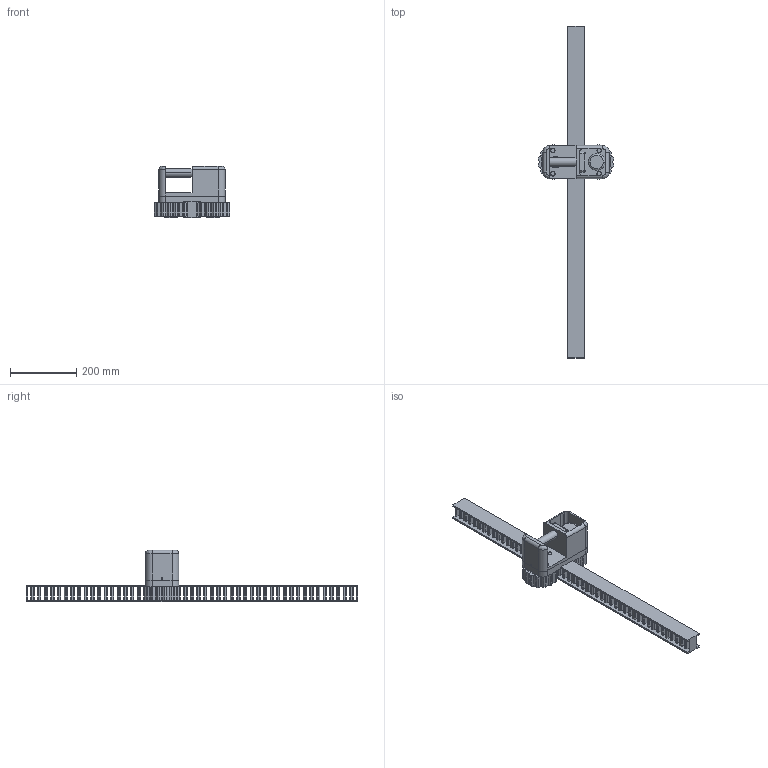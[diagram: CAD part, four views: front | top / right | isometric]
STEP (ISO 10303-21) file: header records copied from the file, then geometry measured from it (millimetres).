
FILE_DESCRIPTION((''),'2;1');
FILE_NAME('NASA_RESTRAINT_ASM','2020-08-16T19:27:46',('Connor Marshall'),(''),'CREO PARAMETRIC BY PTC INC, 2019471','CREO PARAMETRIC BY PTC INC, 2019471','');
FILE_SCHEMA(('CONFIG_CONTROL_DESIGN'));
Length unit declared in the file: millimetre
Products named in the file (16): RAIL_1M; CONTACT_GEAR; GEAR_PLATE; ROD_FIXTURE; SECONDARY_GEAR_A; SECONDARY_GEAR_B; TERTIARY_GEAR_A; TERTIARY_GEAR_B; ROD_FIXTURE_CAP; TOP_PLATE; 3MM_BOLT-NUT; MOTOR; 6MM_BOLT-NUT; ELECTRICAL; 2WAY_RATCHET; NASA_RESTRAINT_ASM
Assembly tree (22 placements, depth 2):
  NASA_RESTRAINT_ASM
    RAIL_1M
    CONTACT_GEAR  x2
    GEAR_PLATE
    ROD_FIXTURE  x2
    SECONDARY_GEAR_A
    SECONDARY_GEAR_B
    TERTIARY_GEAR_A
    TERTIARY_GEAR_B
    ROD_FIXTURE_CAP  x2
    TOP_PLATE
    3MM_BOLT-NUT  x2
    MOTOR
    6MM_BOLT-NUT  x4
    ELECTRICAL
    2WAY_RATCHET
Bounding box: 228.75 x 1000 x 155 mm (x, y, z)
Volume: 2710405.6 mm3; surface area: 687085.1 mm2
Topology: 22 solids, 22 shells, 1343 faces, 3788 edges, 2512 vertices
Faces by surface type: plane 1109, cylinder 212, torus 14, bspline 4, sphere 4
Entity records: 37858 total; most frequent: CARTESIAN_POINT 6941, ORIENTED_EDGE 6544, DIRECTION 5970, EDGE_CURVE 3272, VECTOR 2884, LINE 2884, VERTEX_POINT 2168, AXIS2_PLACEMENT_3D 1543
